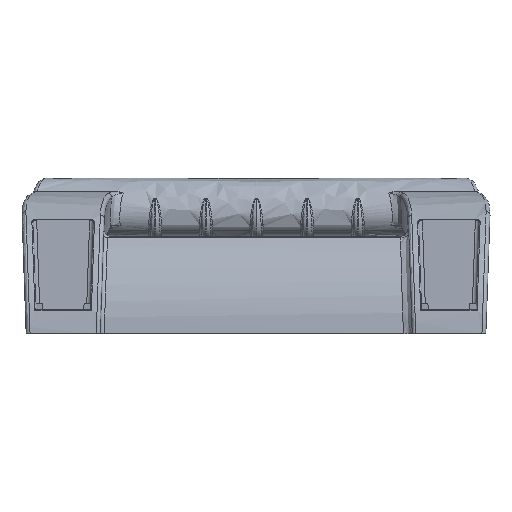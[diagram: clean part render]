
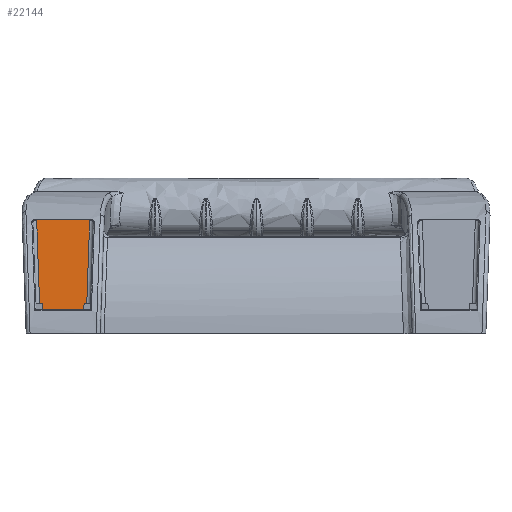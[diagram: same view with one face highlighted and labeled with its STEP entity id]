
A CAD part, front view. The second image highlights one B-rep face of the part: STEP entity #22144.
In plain terms, the highlighted planar face has unit normal (0, -0.999, 0.035).
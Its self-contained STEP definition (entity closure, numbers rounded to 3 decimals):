
#36 = ORIENTED_EDGE ( 'NONE', *, *, #2125, .T. ) ;
#662 = EDGE_CURVE ( 'NONE', #14331, #1951, #12727, .T. ) ;
#789 = CARTESIAN_POINT ( 'NONE',  ( -109.78, 32.112, 15.7 ) ) ;
#1139 = DIRECTION ( 'NONE',  ( 0.035, 0.035, 0.999 ) ) ;
#1376 = EDGE_CURVE ( 'NONE', #18353, #11526, #19186, .T. ) ;
#1692 = PLANE ( 'NONE',  #14567 ) ;
#1767 = CARTESIAN_POINT ( 'NONE',  ( -113., 32., 12.5 ) ) ;
#1951 = VERTEX_POINT ( 'NONE', #4697 ) ;
#2125 = EDGE_CURVE ( 'NONE', #13276, #3972, #2491, .T. ) ;
#2205 = VECTOR ( 'NONE', #14919, 1000. ) ;
#2491 = LINE ( 'NONE', #23052, #14294 ) ;
#2877 = EDGE_CURVE ( 'NONE', #11264, #14331, #6164, .T. ) ;
#3015 = VECTOR ( 'NONE', #3040, 1000. ) ;
#3040 = DIRECTION ( 'NONE',  ( 1., 0., 0. ) ) ;
#3097 = ORIENTED_EDGE ( 'NONE', *, *, #8764, .F. ) ;
#3169 = VECTOR ( 'NONE', #10545, 1000. ) ;
#3361 = CARTESIAN_POINT ( 'NONE',  ( -88.5, 32., 12.5 ) ) ;
#3972 = VERTEX_POINT ( 'NONE', #9441 ) ;
#4697 = CARTESIAN_POINT ( 'NONE',  ( -112.609, 33.608, 58.552 ) ) ;
#4717 = EDGE_CURVE ( 'NONE', #1951, #3972, #14801, .T. ) ;
#5812 = DIRECTION ( 'NONE',  ( -0.087, 0.035, 0.996 ) ) ;
#6005 = CARTESIAN_POINT ( 'NONE',  ( -113., 32.112, 15.7 ) ) ;
#6164 = LINE ( 'NONE', #16160, #6441 ) ;
#6441 = VECTOR ( 'NONE', #23381, 1000. ) ;
#6708 = CARTESIAN_POINT ( 'NONE',  ( -111.113, 32.112, 15.7 ) ) ;
#7367 = DIRECTION ( 'NONE',  ( 0., 0.035, 0.999 ) ) ;
#7895 = EDGE_LOOP ( 'NONE', ( #21211, #20582, #18328, #3097, #36, #17742, #17525, #12107 ) ) ;
#8764 = EDGE_CURVE ( 'NONE', #13276, #18353, #11783, .T. ) ;
#9441 = CARTESIAN_POINT ( 'NONE',  ( -85.391, 33.608, 58.552 ) ) ;
#10041 = LINE ( 'NONE', #22028, #23317 ) ;
#10545 = DIRECTION ( 'NONE',  ( -0.035, 0.035, 0.999 ) ) ;
#11264 = VERTEX_POINT ( 'NONE', #789 ) ;
#11526 = VERTEX_POINT ( 'NONE', #3361 ) ;
#11783 = LINE ( 'NONE', #6005, #2205 ) ;
#11963 = FACE_OUTER_BOUND ( 'NONE', #7895, .T. ) ;
#12107 = ORIENTED_EDGE ( 'NONE', *, *, #2877, .F. ) ;
#12655 = CARTESIAN_POINT ( 'NONE',  ( -88.22, 32.112, 15.7 ) ) ;
#12727 = LINE ( 'NONE', #6708, #3169 ) ;
#13000 = CARTESIAN_POINT ( 'NONE',  ( -86.887, 32.112, 15.7 ) ) ;
#13276 = VERTEX_POINT ( 'NONE', #13000 ) ;
#13399 = CARTESIAN_POINT ( 'NONE',  ( -111.113, 32.112, 15.7 ) ) ;
#14294 = VECTOR ( 'NONE', #1139, 1000. ) ;
#14331 = VERTEX_POINT ( 'NONE', #13399 ) ;
#14567 = AXIS2_PLACEMENT_3D ( 'NONE', #1767, #21627, #7367 ) ;
#14801 = LINE ( 'NONE', #19079, #3015 ) ;
#14919 = DIRECTION ( 'NONE',  ( -1., 0., 0. ) ) ;
#15079 = EDGE_CURVE ( 'NONE', #21479, #11264, #20945, .T. ) ;
#16160 = CARTESIAN_POINT ( 'NONE',  ( -109.5, 32.112, 15.7 ) ) ;
#16918 = VECTOR ( 'NONE', #21653, 1000. ) ;
#17525 = ORIENTED_EDGE ( 'NONE', *, *, #662, .F. ) ;
#17742 = ORIENTED_EDGE ( 'NONE', *, *, #4717, .F. ) ;
#18328 = ORIENTED_EDGE ( 'NONE', *, *, #1376, .F. ) ;
#18353 = VERTEX_POINT ( 'NONE', #22888 ) ;
#18946 = VECTOR ( 'NONE', #5812, 1000. ) ;
#19079 = CARTESIAN_POINT ( 'NONE',  ( -112.609, 33.608, 58.552 ) ) ;
#19186 = LINE ( 'NONE', #12655, #16918 ) ;
#19751 = EDGE_CURVE ( 'NONE', #11526, #21479, #10041, .T. ) ;
#20281 = DIRECTION ( 'NONE',  ( -1., 0., 0. ) ) ;
#20582 = ORIENTED_EDGE ( 'NONE', *, *, #19751, .F. ) ;
#20945 = LINE ( 'NONE', #22030, #18946 ) ;
#21211 = ORIENTED_EDGE ( 'NONE', *, *, #15079, .F. ) ;
#21479 = VERTEX_POINT ( 'NONE', #21673 ) ;
#21627 = DIRECTION ( 'NONE',  ( 0., 0.999, -0.035 ) ) ;
#21653 = DIRECTION ( 'NONE',  ( -0.087, -0.035, -0.996 ) ) ;
#21673 = CARTESIAN_POINT ( 'NONE',  ( -109.5, 32., 12.5 ) ) ;
#22028 = CARTESIAN_POINT ( 'NONE',  ( -113., 32., 12.5 ) ) ;
#22030 = CARTESIAN_POINT ( 'NONE',  ( -109.5, 32., 12.5 ) ) ;
#22144 = ADVANCED_FACE ( 'NONE', ( #11963 ), #1692, .F. ) ;
#22888 = CARTESIAN_POINT ( 'NONE',  ( -88.22, 32.112, 15.7 ) ) ;
#23052 = CARTESIAN_POINT ( 'NONE',  ( -86.996, 32.002, 12.57 ) ) ;
#23317 = VECTOR ( 'NONE', #20281, 1000. ) ;
#23381 = DIRECTION ( 'NONE',  ( -1., 0., 0. ) ) ;
